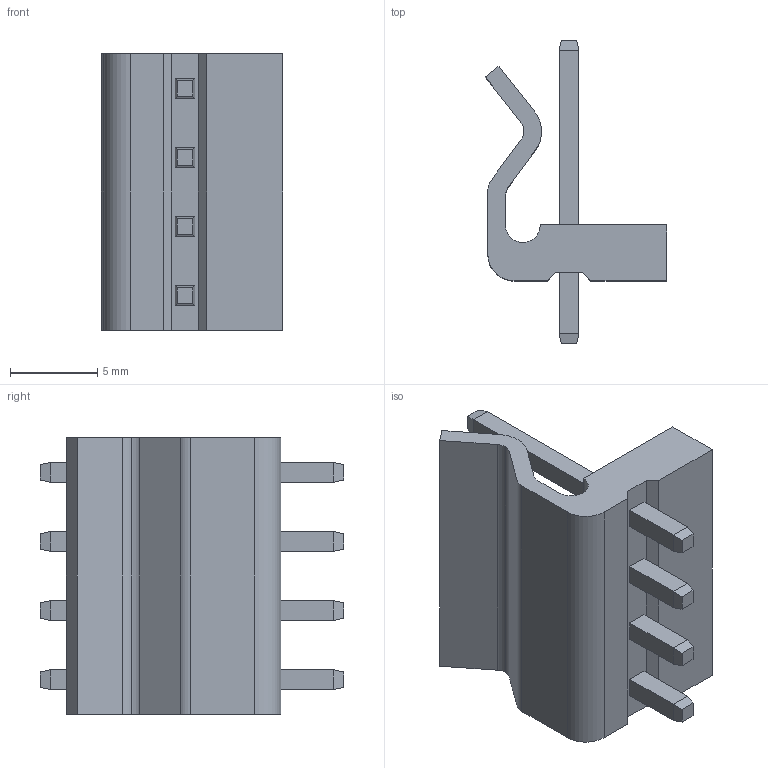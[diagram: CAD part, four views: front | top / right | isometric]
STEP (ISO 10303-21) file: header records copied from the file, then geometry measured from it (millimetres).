
FILE_DESCRIPTION (( 'STEP AP214' ), '1' );
FILE_NAME ('User Library-PWL-4.STEP', '2018-02-21T03:09:16', ( '' ), ( '' ), 'SwSTEP 2.0', 'SolidWorks 2018', '' );
FILE_SCHEMA (( 'AUTOMOTIVE_DESIGN' ));
Length unit declared in the file: millimetre
Products named in the file (1): User Library-PWL-4
Bounding box: 10.4 x 17.4 x 15.84 mm (x, y, z)
Volume: 709.7 mm3; surface area: 1105.4 mm2
Topology: 1 solids, 1 shells, 96 faces, 226 edges, 140 vertices
Faces by surface type: plane 88, cylinder 8
Entity records: 3760 total; most frequent: CARTESIAN_POINT 463, ORIENTED_EDGE 452, DIRECTION 436, EDGE_CURVE 226, LINE 210, VECTOR 210, VERTEX_POINT 140, AXIS2_PLACEMENT_3D 113
